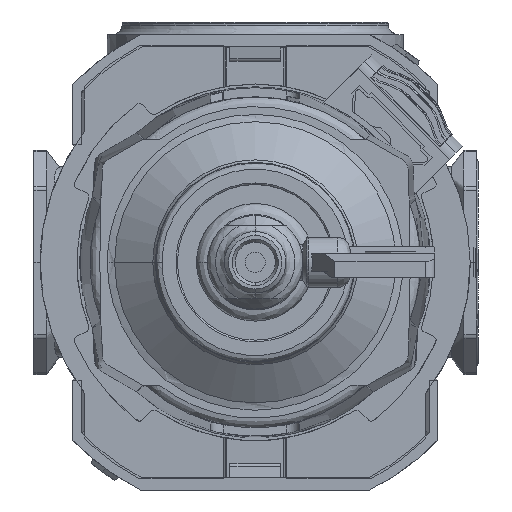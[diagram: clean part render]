
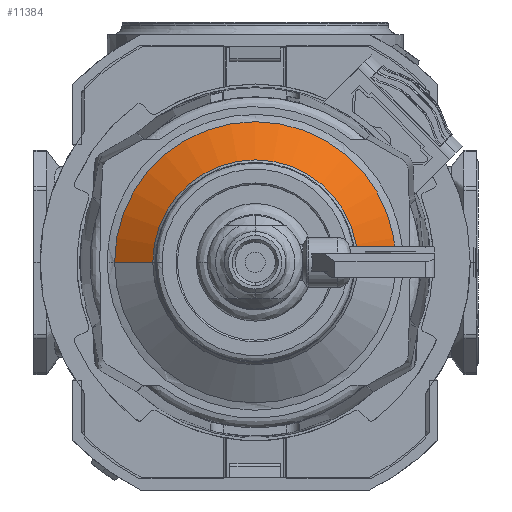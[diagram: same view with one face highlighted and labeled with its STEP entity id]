
A CAD part, front view. The second image highlights one B-rep face of the part: STEP entity #11384.
In plain terms, the highlighted conical face has half-angle 54.996 degrees and reference radius 22.24 mm.
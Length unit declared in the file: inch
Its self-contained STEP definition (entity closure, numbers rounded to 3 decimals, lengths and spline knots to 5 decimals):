
#5684 = FACE_OUTER_BOUND ( 'NONE', #46333, .T. ) ;
#6195 = VECTOR ( 'NONE', #32427, 39.37008 ) ;
#6529 = EDGE_CURVE ( 'NONE', #67742, #18510, #12241, .T. ) ;
#8429 = CONICAL_SURFACE ( 'NONE', #64203, 0.87558, 0.96 ) ;
#11364 = EDGE_CURVE ( 'NONE', #44101, #18510, #14262, .T. ) ;
#11384 = ADVANCED_FACE ( 'NONE', ( #5684 ), #8429, .T. ) ;
#12241 = LINE ( 'NONE', #24657, #6195 ) ;
#14262 = CIRCLE ( 'NONE', #65576, 0.87558 ) ;
#14726 = ORIENTED_EDGE ( 'NONE', *, *, #22332, .T. ) ;
#15410 = VECTOR ( 'NONE', #55034, 39.37008 ) ;
#18510 = VERTEX_POINT ( 'NONE', #42429 ) ;
#19279 = AXIS2_PLACEMENT_3D ( 'NONE', #38198, #46468, #24461 ) ;
#22332 = EDGE_CURVE ( 'NONE', #45491, #44101, #47232, .T. ) ;
#22659 = DIRECTION ( 'NONE',  ( 0., -1., 0. ) ) ;
#24461 = DIRECTION ( 'NONE',  ( -1., 0., 0. ) ) ;
#24657 = CARTESIAN_POINT ( 'NONE',  ( -0.87558, -4.11661, 0. ) ) ;
#32427 = DIRECTION ( 'NONE',  ( -0.819, 0.574, 0. ) ) ;
#34082 = DIRECTION ( 'NONE',  ( -1., 0., 0. ) ) ;
#36838 = EDGE_CURVE ( 'NONE', #67742, #45491, #36876, .T. ) ;
#36876 = CIRCLE ( 'NONE', #19279, 0.63777 ) ;
#38198 = CARTESIAN_POINT ( 'NONE',  ( 0., -4.28315, 0. ) ) ;
#42429 = CARTESIAN_POINT ( 'NONE',  ( -0.87558, -4.11661, 0. ) ) ;
#44101 = VERTEX_POINT ( 'NONE', #82826 ) ;
#45491 = VERTEX_POINT ( 'NONE', #81663 ) ;
#46333 = EDGE_LOOP ( 'NONE', ( #65466, #14726, #88933, #58798 ) ) ;
#46468 = DIRECTION ( 'NONE',  ( 0., 1., 0. ) ) ;
#47232 = LINE ( 'NONE', #68365, #15410 ) ;
#49826 = CARTESIAN_POINT ( 'NONE',  ( -0.63777, -4.28315, 0. ) ) ;
#50692 = DIRECTION ( 'NONE',  ( 1., 0., 0. ) ) ;
#53865 = CARTESIAN_POINT ( 'NONE',  ( 0., -4.11661, 0. ) ) ;
#55034 = DIRECTION ( 'NONE',  ( 0.819, 0.574, 0. ) ) ;
#58798 = ORIENTED_EDGE ( 'NONE', *, *, #6529, .F. ) ;
#59860 = CARTESIAN_POINT ( 'NONE',  ( 0., -4.11661, 0. ) ) ;
#64203 = AXIS2_PLACEMENT_3D ( 'NONE', #53865, #68097, #34082 ) ;
#65466 = ORIENTED_EDGE ( 'NONE', *, *, #36838, .T. ) ;
#65576 = AXIS2_PLACEMENT_3D ( 'NONE', #59860, #22659, #50692 ) ;
#67742 = VERTEX_POINT ( 'NONE', #49826 ) ;
#68097 = DIRECTION ( 'NONE',  ( 0., 1., 0. ) ) ;
#68365 = CARTESIAN_POINT ( 'NONE',  ( 0.87558, -4.11661, 0. ) ) ;
#81663 = CARTESIAN_POINT ( 'NONE',  ( 0.63777, -4.28315, 0. ) ) ;
#82826 = CARTESIAN_POINT ( 'NONE',  ( 0.87558, -4.11661, 0. ) ) ;
#88933 = ORIENTED_EDGE ( 'NONE', *, *, #11364, .T. ) ;
